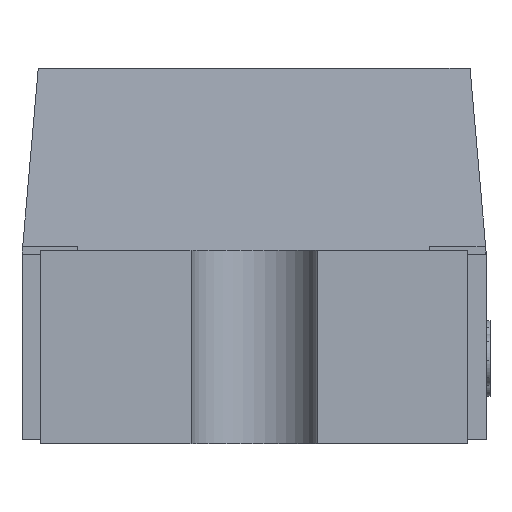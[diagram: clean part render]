
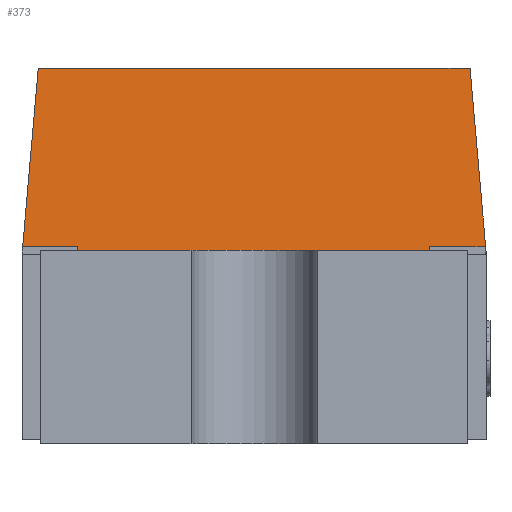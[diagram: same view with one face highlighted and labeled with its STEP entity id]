
A CAD part, left-side view. The second image highlights one B-rep face of the part: STEP entity #373.
In plain terms, the highlighted planar face has unit normal (-0.996, 0, 0.087).
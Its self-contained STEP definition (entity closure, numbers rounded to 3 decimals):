
#88 = CARTESIAN_POINT ( 'NONE',  ( -0.6, -0.625, 0.5 ) ) ;
#161 = LINE ( 'NONE', #88, #8440 ) ;
#373 = ADVANCED_FACE ( 'NONE', ( #1284 ), #9412, .T. ) ;
#499 = CARTESIAN_POINT ( 'NONE',  ( -0.556, 0.625, 1. ) ) ;
#907 = LINE ( 'NONE', #4540, #4940 ) ;
#1208 = CARTESIAN_POINT ( 'NONE',  ( -0.6, 0.625, 0.5 ) ) ;
#1284 = FACE_OUTER_BOUND ( 'NONE', #11756, .T. ) ;
#2156 = ORIENTED_EDGE ( 'NONE', *, *, #13103, .T. ) ;
#3635 = ORIENTED_EDGE ( 'NONE', *, *, #10632, .F. ) ;
#4540 = CARTESIAN_POINT ( 'NONE',  ( -0.6, 0.625, 0.5 ) ) ;
#4940 = VECTOR ( 'NONE', #9271, 1000. ) ;
#6576 = ORIENTED_EDGE ( 'NONE', *, *, #12037, .T. ) ;
#6940 = ORIENTED_EDGE ( 'NONE', *, *, #12973, .F. ) ;
#7031 = LINE ( 'NONE', #11741, #11213 ) ;
#7289 = DIRECTION ( 'NONE',  ( -0.087, -0.087, -0.992 ) ) ;
#7610 = VERTEX_POINT ( 'NONE', #10843 ) ;
#8076 = DIRECTION ( 'NONE',  ( 0.087, 0., 0.996 ) ) ;
#8103 = CARTESIAN_POINT ( 'NONE',  ( -0.6, 0.625, 0.5 ) ) ;
#8440 = VECTOR ( 'NONE', #7289, 1000. ) ;
#8563 = DIRECTION ( 'NONE',  ( 0., -1., 0. ) ) ;
#8862 = CARTESIAN_POINT ( 'NONE',  ( -0.6, -0.625, 0.5 ) ) ;
#9271 = DIRECTION ( 'NONE',  ( 0., -1., 0. ) ) ;
#9325 = DIRECTION ( 'NONE',  ( -0.996, 0., 0.087 ) ) ;
#9412 = PLANE ( 'NONE',  #9828 ) ;
#9828 = AXIS2_PLACEMENT_3D ( 'NONE', #1208, #9325, #8076 ) ;
#10632 = EDGE_CURVE ( 'NONE', #7610, #12187, #161, .T. ) ;
#10832 = LINE ( 'NONE', #499, #12310 ) ;
#10843 = CARTESIAN_POINT ( 'NONE',  ( -0.556, -0.581, 1. ) ) ;
#11213 = VECTOR ( 'NONE', #12990, 1000. ) ;
#11354 = CARTESIAN_POINT ( 'NONE',  ( -0.556, 0.581, 1. ) ) ;
#11741 = CARTESIAN_POINT ( 'NONE',  ( -0.6, 0.625, 0.5 ) ) ;
#11756 = EDGE_LOOP ( 'NONE', ( #2156, #3635, #6940, #6576 ) ) ;
#12037 = EDGE_CURVE ( 'NONE', #12728, #13107, #7031, .T. ) ;
#12187 = VERTEX_POINT ( 'NONE', #8862 ) ;
#12310 = VECTOR ( 'NONE', #8563, 1000. ) ;
#12728 = VERTEX_POINT ( 'NONE', #11354 ) ;
#12973 = EDGE_CURVE ( 'NONE', #12728, #7610, #10832, .T. ) ;
#12990 = DIRECTION ( 'NONE',  ( -0.087, 0.087, -0.992 ) ) ;
#13103 = EDGE_CURVE ( 'NONE', #13107, #12187, #907, .T. ) ;
#13107 = VERTEX_POINT ( 'NONE', #8103 ) ;
